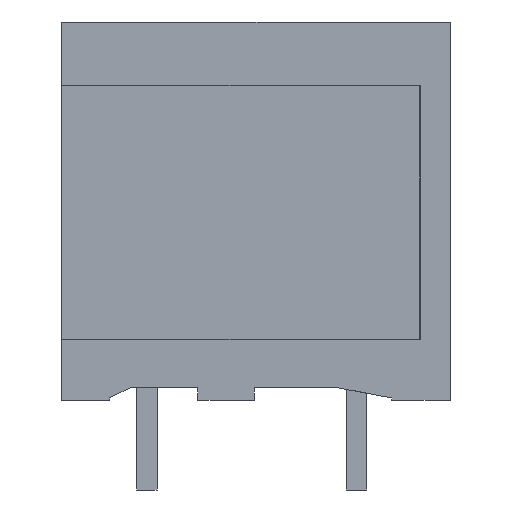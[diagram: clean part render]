
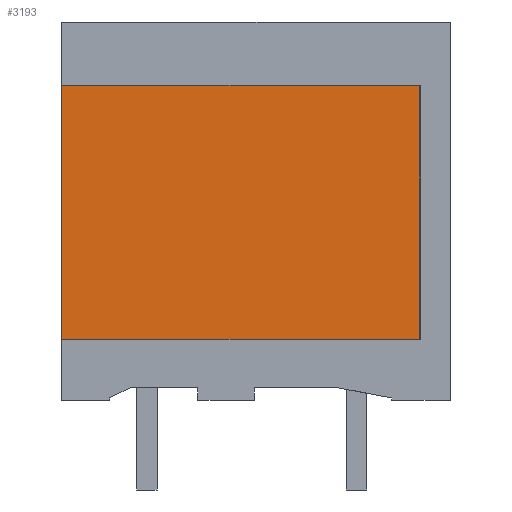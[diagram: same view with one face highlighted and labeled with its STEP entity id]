
A CAD part, left-side view. The second image highlights one B-rep face of the part: STEP entity #3193.
In plain terms, the highlighted planar face has unit normal (-1, 0, 0).
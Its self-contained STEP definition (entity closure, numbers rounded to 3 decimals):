
#3185=AXIS2_PLACEMENT_3D('Plane Axis2P3D',#3182,#3183,#3184) ;
#40=CARTESIAN_POINT('Vertex',(1.1,15.2,15.8)) ;
#45=CARTESIAN_POINT('Line Origine',(1.1,8.2,15.8)) ;
#49=CARTESIAN_POINT('Vertex',(1.1,1.2,15.8)) ;
#88=CARTESIAN_POINT('Vertex',(1.1,15.2,5.9)) ;
#91=CARTESIAN_POINT('Line Origine',(1.1,15.2,10.85)) ;
#330=CARTESIAN_POINT('Line Origine',(1.1,8.2,5.9)) ;
#334=CARTESIAN_POINT('Vertex',(1.1,1.2,5.9)) ;
#360=CARTESIAN_POINT('Line Origine',(1.1,1.2,10.85)) ;
#3182=CARTESIAN_POINT('Axis2P3D Location',(1.1,4.47,3.5)) ;
#46=DIRECTION('Vector Direction',(0.,-1.,0.)) ;
#92=DIRECTION('Vector Direction',(0.,0.,-1.)) ;
#331=DIRECTION('Vector Direction',(0.,1.,0.)) ;
#361=DIRECTION('Vector Direction',(0.,0.,1.)) ;
#3183=DIRECTION('Axis2P3D Direction',(-1.,0.,0.)) ;
#3184=DIRECTION('Axis2P3D XDirection',(0.,-1.,0.)) ;
#47=VECTOR('Line Direction',#46,1.) ;
#93=VECTOR('Line Direction',#92,1.) ;
#332=VECTOR('Line Direction',#331,1.) ;
#362=VECTOR('Line Direction',#361,1.) ;
#3188=ORIENTED_EDGE('',*,*,#51,.T.) ;
#3189=ORIENTED_EDGE('',*,*,#95,.T.) ;
#3190=ORIENTED_EDGE('',*,*,#336,.T.) ;
#3191=ORIENTED_EDGE('',*,*,#364,.T.) ;
#3193=ADVANCED_FACE('Housing LMFS.1\\Model',(#3192),#3186,.T.) ;
#51=EDGE_CURVE('',#50,#41,#48,.F.) ;
#95=EDGE_CURVE('',#41,#89,#94,.T.) ;
#336=EDGE_CURVE('',#89,#335,#333,.F.) ;
#364=EDGE_CURVE('',#335,#50,#363,.T.) ;
#3187=EDGE_LOOP('',(#3188,#3189,#3190,#3191)) ;
#3192=FACE_OUTER_BOUND('',#3187,.T.) ;
#48=LINE('Line',#45,#47) ;
#94=LINE('Line',#91,#93) ;
#333=LINE('Line',#330,#332) ;
#363=LINE('Line',#360,#362) ;
#3186=PLANE('',#3185) ;
#41=VERTEX_POINT('',#40) ;
#50=VERTEX_POINT('',#49) ;
#89=VERTEX_POINT('',#88) ;
#335=VERTEX_POINT('',#334) ;
